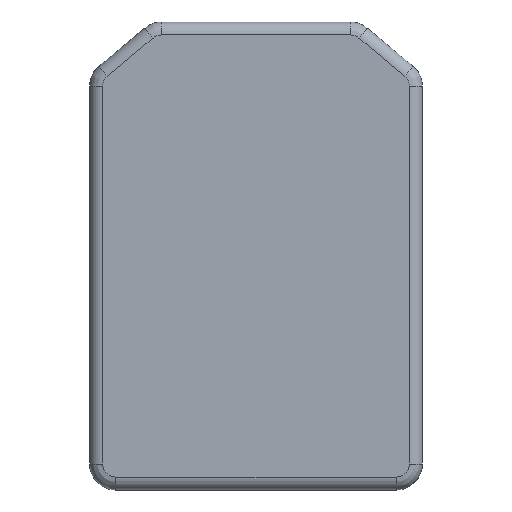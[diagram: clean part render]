
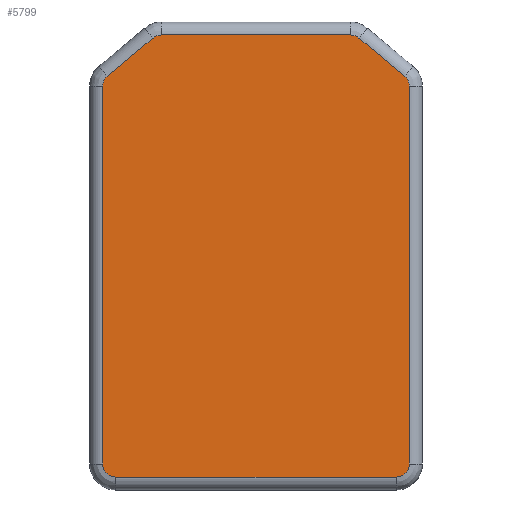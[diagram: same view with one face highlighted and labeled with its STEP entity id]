
A CAD part, front view. The second image highlights one B-rep face of the part: STEP entity #5799.
In plain terms, the highlighted planar face has unit normal (0, -1, 0).
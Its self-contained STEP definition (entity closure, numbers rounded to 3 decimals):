
#146=CIRCLE('',#6013,2.5);
#147=CIRCLE('',#6014,2.5);
#148=CIRCLE('',#6015,2.5);
#149=CIRCLE('',#6016,2.5);
#150=CIRCLE('',#6017,2.5);
#151=CIRCLE('',#6018,2.5);
#258=PLANE('',#6012);
#552=FACE_OUTER_BOUND('',#886,.T.);
#886=EDGE_LOOP('',(#5047,#5048,#5049,#5050,#5051,#5052,#5053,#5054,#5055,
#5056,#5057,#5058));
#1294=LINE('',#11814,#1693);
#1295=LINE('',#11818,#1694);
#1296=LINE('',#11822,#1695);
#1297=LINE('',#11826,#1696);
#1298=LINE('',#11830,#1697);
#1299=LINE('',#11833,#1698);
#1693=VECTOR('',#6768,10.);
#1694=VECTOR('',#6771,10.);
#1695=VECTOR('',#6774,10.);
#1696=VECTOR('',#6777,10.);
#1697=VECTOR('',#6780,10.);
#1698=VECTOR('',#6783,10.);
#2652=VERTEX_POINT('',#11810);
#2653=VERTEX_POINT('',#11811);
#2654=VERTEX_POINT('',#11813);
#2655=VERTEX_POINT('',#11815);
#2656=VERTEX_POINT('',#11817);
#2657=VERTEX_POINT('',#11819);
#2658=VERTEX_POINT('',#11821);
#2659=VERTEX_POINT('',#11823);
#2660=VERTEX_POINT('',#11825);
#2661=VERTEX_POINT('',#11827);
#2662=VERTEX_POINT('',#11829);
#2663=VERTEX_POINT('',#11831);
#3488=EDGE_CURVE('',#2652,#2653,#146,.T.);
#3489=EDGE_CURVE('',#2654,#2652,#1294,.T.);
#3490=EDGE_CURVE('',#2655,#2654,#147,.T.);
#3491=EDGE_CURVE('',#2656,#2655,#1295,.T.);
#3492=EDGE_CURVE('',#2657,#2656,#148,.T.);
#3493=EDGE_CURVE('',#2658,#2657,#1296,.T.);
#3494=EDGE_CURVE('',#2659,#2658,#149,.T.);
#3495=EDGE_CURVE('',#2660,#2659,#1297,.T.);
#3496=EDGE_CURVE('',#2661,#2660,#150,.T.);
#3497=EDGE_CURVE('',#2662,#2661,#1298,.T.);
#3498=EDGE_CURVE('',#2663,#2662,#151,.T.);
#3499=EDGE_CURVE('',#2653,#2663,#1299,.T.);
#5047=ORIENTED_EDGE('',*,*,#3488,.F.);
#5048=ORIENTED_EDGE('',*,*,#3489,.F.);
#5049=ORIENTED_EDGE('',*,*,#3490,.F.);
#5050=ORIENTED_EDGE('',*,*,#3491,.F.);
#5051=ORIENTED_EDGE('',*,*,#3492,.F.);
#5052=ORIENTED_EDGE('',*,*,#3493,.F.);
#5053=ORIENTED_EDGE('',*,*,#3494,.F.);
#5054=ORIENTED_EDGE('',*,*,#3495,.F.);
#5055=ORIENTED_EDGE('',*,*,#3496,.F.);
#5056=ORIENTED_EDGE('',*,*,#3497,.F.);
#5057=ORIENTED_EDGE('',*,*,#3498,.F.);
#5058=ORIENTED_EDGE('',*,*,#3499,.F.);
#5799=ADVANCED_FACE('',(#552),#258,.F.);
#6012=AXIS2_PLACEMENT_3D('',#11809,#6764,#6765);
#6013=AXIS2_PLACEMENT_3D('',#11812,#6766,#6767);
#6014=AXIS2_PLACEMENT_3D('',#11816,#6769,#6770);
#6015=AXIS2_PLACEMENT_3D('',#11820,#6772,#6773);
#6016=AXIS2_PLACEMENT_3D('',#11824,#6775,#6776);
#6017=AXIS2_PLACEMENT_3D('',#11828,#6778,#6779);
#6018=AXIS2_PLACEMENT_3D('',#11832,#6781,#6782);
#6764=DIRECTION('center_axis',(0.,1.,0.));
#6765=DIRECTION('ref_axis',(1.,0.,0.));
#6766=DIRECTION('center_axis',(0.,1.,0.));
#6767=DIRECTION('ref_axis',(0.34,0.,0.94));
#6768=DIRECTION('',(1.,0.,0.));
#6769=DIRECTION('center_axis',(0.,1.,0.));
#6770=DIRECTION('ref_axis',(-0.34,0.,0.94));
#6771=DIRECTION('',(0.768,0.,0.64));
#6772=DIRECTION('center_axis',(0.,1.,0.));
#6773=DIRECTION('ref_axis',(-0.906,0.,0.424));
#6774=DIRECTION('',(0.,0.,1.));
#6775=DIRECTION('center_axis',(0.,1.,0.));
#6776=DIRECTION('ref_axis',(-0.707,0.,-0.707));
#6777=DIRECTION('',(-1.,0.,0.));
#6778=DIRECTION('center_axis',(0.,1.,0.));
#6779=DIRECTION('ref_axis',(0.707,0.,-0.707));
#6780=DIRECTION('',(0.,0.,-1.));
#6781=DIRECTION('center_axis',(0.,1.,0.));
#6782=DIRECTION('ref_axis',(0.906,0.,0.424));
#6783=DIRECTION('',(0.768,0.,-0.64));
#11809=CARTESIAN_POINT('Origin',(0.,0.,5.));
#11810=CARTESIAN_POINT('',(18.19,0.,47.5));
#11811=CARTESIAN_POINT('',(19.79,0.,46.921));
#11812=CARTESIAN_POINT('Origin',(18.19,0.,45.));
#11813=CARTESIAN_POINT('',(-18.19,0.,47.5));
#11814=CARTESIAN_POINT('',(-10.,0.,47.5));
#11815=CARTESIAN_POINT('',(-19.79,0.,46.921));
#11816=CARTESIAN_POINT('Origin',(-18.19,0.,45.));
#11817=CARTESIAN_POINT('',(-28.6,0.,39.579));
#11818=CARTESIAN_POINT('',(-29.563,0.,38.776));
#11819=CARTESIAN_POINT('',(-29.5,0.,37.658));
#11820=CARTESIAN_POINT('Origin',(-27.,0.,37.658));
#11821=CARTESIAN_POINT('',(-29.5,0.,-35.));
#11822=CARTESIAN_POINT('',(-29.5,0.,-17.5));
#11823=CARTESIAN_POINT('',(-27.,0.,-37.5));
#11824=CARTESIAN_POINT('Origin',(-27.,0.,-35.));
#11825=CARTESIAN_POINT('',(27.,0.,-37.5));
#11826=CARTESIAN_POINT('',(16.,0.,-37.5));
#11827=CARTESIAN_POINT('',(29.5,0.,-35.));
#11828=CARTESIAN_POINT('Origin',(27.,0.,-35.));
#11829=CARTESIAN_POINT('',(29.5,0.,37.658));
#11830=CARTESIAN_POINT('',(29.5,0.,22.5));
#11831=CARTESIAN_POINT('',(28.6,0.,39.579));
#11832=CARTESIAN_POINT('Origin',(27.,0.,37.658));
#11833=CARTESIAN_POINT('',(23.563,0.,43.776));
